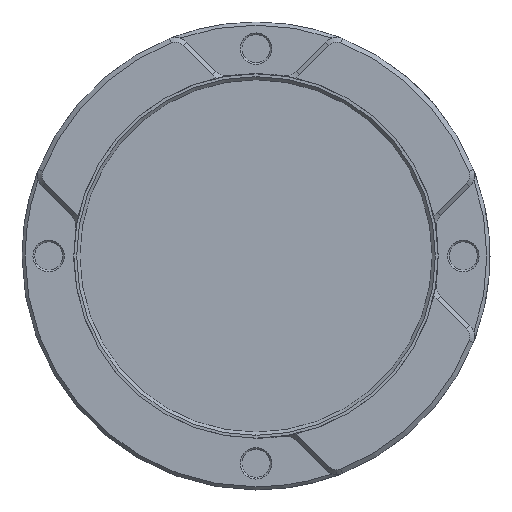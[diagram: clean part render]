
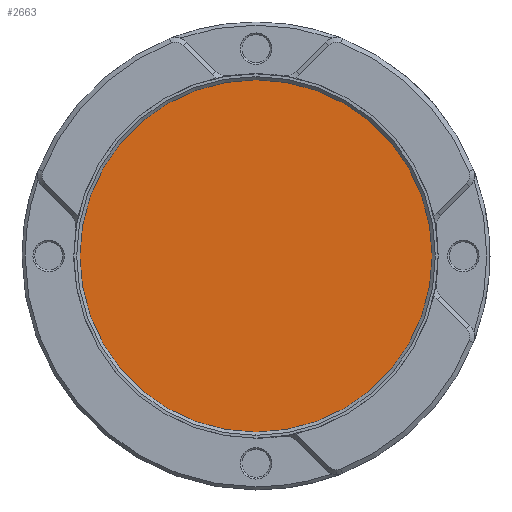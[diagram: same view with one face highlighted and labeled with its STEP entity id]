
A CAD part, left-side view. The second image highlights one B-rep face of the part: STEP entity #2663.
In plain terms, the highlighted planar face has unit normal (-1, 0, 0).
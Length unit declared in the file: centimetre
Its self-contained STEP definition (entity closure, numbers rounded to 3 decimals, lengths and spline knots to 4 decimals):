
#383 = ORIENTED_EDGE ( 'NONE', *, *, #1297, .T. ) ;
#427 = CIRCLE ( 'NONE', #2273, 5.61 ) ;
#437 = PLANE ( 'NONE',  #580 ) ;
#512 = ORIENTED_EDGE ( 'NONE', *, *, #1634, .T. ) ;
#580 = AXIS2_PLACEMENT_3D ( 'NONE', #2821, #683, #2614 ) ;
#683 = DIRECTION ( 'NONE',  ( -1., 0., 0. ) ) ;
#689 = VERTEX_POINT ( 'NONE', #1759 ) ;
#1064 = EDGE_LOOP ( 'NONE', ( #512, #383 ) ) ;
#1088 = AXIS2_PLACEMENT_3D ( 'NONE', #1394, #2608, #1665 ) ;
#1097 = DIRECTION ( 'NONE',  ( 0., 0., 1. ) ) ;
#1195 = CARTESIAN_POINT ( 'NONE',  ( -1.73, 0., 5.61 ) ) ;
#1283 = VERTEX_POINT ( 'NONE', #1195 ) ;
#1297 = EDGE_CURVE ( 'NONE', #689, #1283, #1535, .T. ) ;
#1394 = CARTESIAN_POINT ( 'NONE',  ( -1.73, 0., 0. ) ) ;
#1535 = CIRCLE ( 'NONE', #1088, 5.61 ) ;
#1605 = CARTESIAN_POINT ( 'NONE',  ( -1.73, 0., 0. ) ) ;
#1634 = EDGE_CURVE ( 'NONE', #1283, #689, #427, .T. ) ;
#1665 = DIRECTION ( 'NONE',  ( 0., 0., 1. ) ) ;
#1759 = CARTESIAN_POINT ( 'NONE',  ( -1.73, 0., -5.61 ) ) ;
#1838 = DIRECTION ( 'NONE',  ( -1., 0., 0. ) ) ;
#2273 = AXIS2_PLACEMENT_3D ( 'NONE', #1605, #1838, #1097 ) ;
#2580 = FACE_OUTER_BOUND ( 'NONE', #1064, .T. ) ;
#2608 = DIRECTION ( 'NONE',  ( -1., 0., 0. ) ) ;
#2614 = DIRECTION ( 'NONE',  ( 0., 0., 1. ) ) ;
#2663 = ADVANCED_FACE ( 'NONE', ( #2580 ), #437, .T. ) ;
#2821 = CARTESIAN_POINT ( 'NONE',  ( -1.73, 0., 0. ) ) ;
